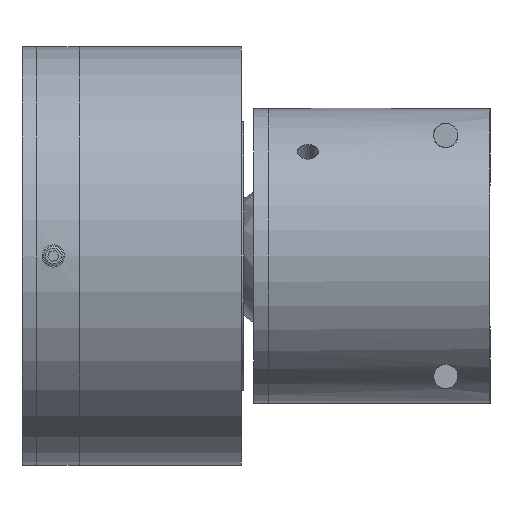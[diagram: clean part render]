
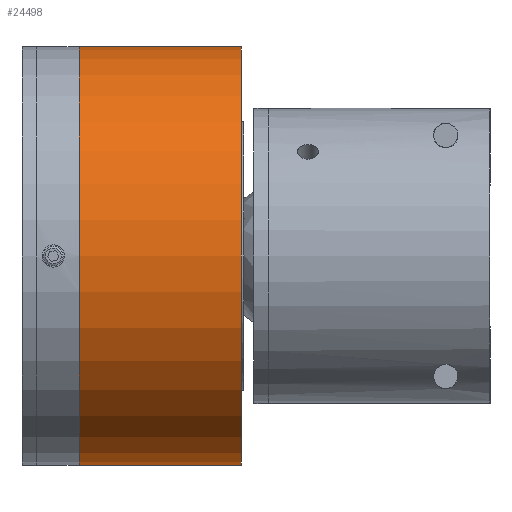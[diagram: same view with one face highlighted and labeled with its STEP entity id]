
A CAD part, front view. The second image highlights one B-rep face of the part: STEP entity #24498.
In plain terms, the highlighted cylindrical face has radius 42.5 mm (diameter 85 mm), a full revolution.
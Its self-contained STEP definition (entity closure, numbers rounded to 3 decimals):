
#1510 = FACE_OUTER_BOUND ( 'NONE', #10001, .T. ) ;
#1936 = ORIENTED_EDGE ( 'NONE', *, *, #8603, .T. ) ;
#2172 = CIRCLE ( 'NONE', #9135, 42.5 ) ;
#2811 = EDGE_LOOP ( 'NONE', ( #1936, #16389, #25716, #4722 ) ) ;
#2883 = DIRECTION ( 'NONE',  ( -1., 0., 0. ) ) ;
#3142 = EDGE_CURVE ( 'NONE', #7244, #7244, #30956, .T. ) ;
#3755 = AXIS2_PLACEMENT_3D ( 'NONE', #19346, #26220, #13518 ) ;
#3770 = VERTEX_POINT ( 'NONE', #23123 ) ;
#4465 = VECTOR ( 'NONE', #2883, 1000. ) ;
#4722 = ORIENTED_EDGE ( 'NONE', *, *, #7796, .T. ) ;
#5415 = VERTEX_POINT ( 'NONE', #19768 ) ;
#6611 = EDGE_CURVE ( 'NONE', #17887, #5415, #25826, .T. ) ;
#6626 = VERTEX_POINT ( 'NONE', #14832 ) ;
#7244 = VERTEX_POINT ( 'NONE', #20207 ) ;
#7340 = CARTESIAN_POINT ( 'NONE',  ( 12.5, 0., 0. ) ) ;
#7382 = EDGE_LOOP ( 'NONE', ( #23641 ) ) ;
#7779 = VECTOR ( 'NONE', #18388, 1000. ) ;
#7796 = EDGE_CURVE ( 'NONE', #5415, #13427, #23060, .T. ) ;
#8603 = EDGE_CURVE ( 'NONE', #13427, #6626, #28597, .T. ) ;
#8859 = CARTESIAN_POINT ( 'NONE',  ( 8.5, 0., 0. ) ) ;
#9135 = AXIS2_PLACEMENT_3D ( 'NONE', #29863, #14850, #11841 ) ;
#9510 = DIRECTION ( 'NONE',  ( 0., 0., -1. ) ) ;
#10001 = EDGE_LOOP ( 'NONE', ( #17699 ) ) ;
#10213 = CARTESIAN_POINT ( 'NONE',  ( 32.5, 41.5, -9.165 ) ) ;
#10442 = AXIS2_PLACEMENT_3D ( 'NONE', #7340, #32982, #22498 ) ;
#11681 = FACE_OUTER_BOUND ( 'NONE', #7382, .T. ) ;
#11841 = DIRECTION ( 'NONE',  ( 0., 0., 1. ) ) ;
#12442 = CARTESIAN_POINT ( 'NONE',  ( 12.5, 41.5, 9.165 ) ) ;
#13376 = CARTESIAN_POINT ( 'NONE',  ( 8.5, 41.5, -9.165 ) ) ;
#13427 = VERTEX_POINT ( 'NONE', #10213 ) ;
#13518 = DIRECTION ( 'NONE',  ( 0., 0., 1. ) ) ;
#14832 = CARTESIAN_POINT ( 'NONE',  ( 32.5, 41.5, 9.165 ) ) ;
#14850 = DIRECTION ( 'NONE',  ( -1., 0., 0. ) ) ;
#16197 = DIRECTION ( 'NONE',  ( -1., 0., 0. ) ) ;
#16389 = ORIENTED_EDGE ( 'NONE', *, *, #30840, .T. ) ;
#16704 = FACE_BOUND ( 'NONE', #2811, .T. ) ;
#17699 = ORIENTED_EDGE ( 'NONE', *, *, #3142, .F. ) ;
#17887 = VERTEX_POINT ( 'NONE', #12442 ) ;
#18388 = DIRECTION ( 'NONE',  ( 1., 0., 0. ) ) ;
#18432 = AXIS2_PLACEMENT_3D ( 'NONE', #22327, #22501, #9510 ) ;
#19346 = CARTESIAN_POINT ( 'NONE',  ( 8.5, 0., 0. ) ) ;
#19768 = CARTESIAN_POINT ( 'NONE',  ( 12.5, 41.5, -9.165 ) ) ;
#20207 = CARTESIAN_POINT ( 'NONE',  ( 8.5, 0., 42.5 ) ) ;
#20825 = EDGE_CURVE ( 'NONE', #3770, #3770, #2172, .T. ) ;
#22327 = CARTESIAN_POINT ( 'NONE',  ( 32.5, 0., 0. ) ) ;
#22498 = DIRECTION ( 'NONE',  ( 0., -1., 0. ) ) ;
#22501 = DIRECTION ( 'NONE',  ( 1., 0., 0. ) ) ;
#23060 = LINE ( 'NONE', #13376, #7779 ) ;
#23123 = CARTESIAN_POINT ( 'NONE',  ( 41.5, 0., 42.5 ) ) ;
#23641 = ORIENTED_EDGE ( 'NONE', *, *, #20825, .T. ) ;
#24498 = ADVANCED_FACE ( 'NONE', ( #16704, #1510, #11681 ), #32036, .T. ) ;
#24585 = AXIS2_PLACEMENT_3D ( 'NONE', #8859, #16197, #26368 ) ;
#25561 = CARTESIAN_POINT ( 'NONE',  ( 8.5, 41.5, 9.165 ) ) ;
#25716 = ORIENTED_EDGE ( 'NONE', *, *, #6611, .T. ) ;
#25735 = LINE ( 'NONE', #25561, #4465 ) ;
#25826 = CIRCLE ( 'NONE', #10442, 42.5 ) ;
#26220 = DIRECTION ( 'NONE',  ( -1., 0., 0. ) ) ;
#26368 = DIRECTION ( 'NONE',  ( 0., 0., 1. ) ) ;
#28597 = CIRCLE ( 'NONE', #18432, 42.5 ) ;
#29863 = CARTESIAN_POINT ( 'NONE',  ( 41.5, 0., 0. ) ) ;
#30840 = EDGE_CURVE ( 'NONE', #6626, #17887, #25735, .T. ) ;
#30956 = CIRCLE ( 'NONE', #24585, 42.5 ) ;
#32036 = CYLINDRICAL_SURFACE ( 'NONE', #3755, 42.5 ) ;
#32982 = DIRECTION ( 'NONE',  ( -1., 0., 0. ) ) ;
